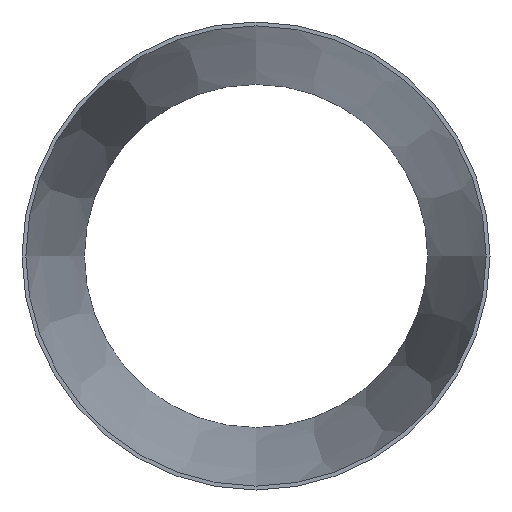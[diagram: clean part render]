
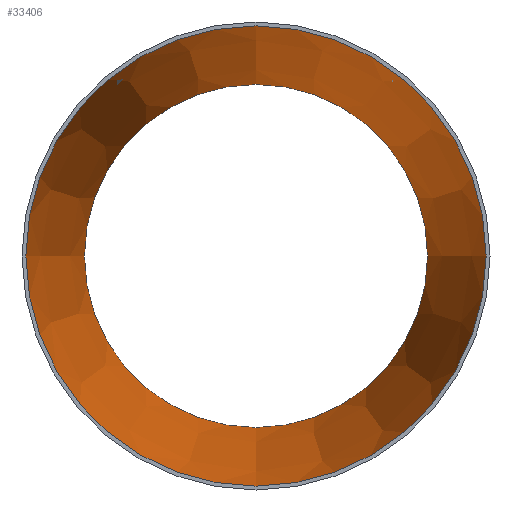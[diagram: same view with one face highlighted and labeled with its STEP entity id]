
A CAD part, front view. The second image highlights one B-rep face of the part: STEP entity #33406.
In plain terms, the highlighted conical face has half-angle 8.531 degrees and reference radius 299.744 mm.
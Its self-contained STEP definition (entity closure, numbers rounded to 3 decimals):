
#75 = CIRCLE ( 'NONE', #25936, 223.544 ) ;
#2135 = EDGE_CURVE ( 'NONE', #6344, #6344, #34909, .T. ) ;
#2226 = DIRECTION ( 'NONE',  ( 0., -1., 0. ) ) ;
#4668 = DIRECTION ( 'NONE',  ( 0., -1., 0. ) ) ;
#6344 = VERTEX_POINT ( 'NONE', #34127 ) ;
#7717 = ORIENTED_EDGE ( 'NONE', *, *, #43720, .F. ) ;
#8621 = DIRECTION ( 'NONE',  ( 0., 0., -1. ) ) ;
#12065 = FACE_BOUND ( 'NONE', #19297, .T. ) ;
#13503 = CARTESIAN_POINT ( 'NONE',  ( 0., 508., -223.544 ) ) ;
#14908 = ORIENTED_EDGE ( 'NONE', *, *, #2135, .T. ) ;
#14925 = AXIS2_PLACEMENT_3D ( 'NONE', #30239, #2226, #23231 ) ;
#15012 = DIRECTION ( 'NONE',  ( 0., 0., -1. ) ) ;
#17397 = VERTEX_POINT ( 'NONE', #13503 ) ;
#19297 = EDGE_LOOP ( 'NONE', ( #7717 ) ) ;
#23231 = DIRECTION ( 'NONE',  ( 0., 0., -1. ) ) ;
#23411 = EDGE_LOOP ( 'NONE', ( #14908 ) ) ;
#25936 = AXIS2_PLACEMENT_3D ( 'NONE', #39337, #32401, #15012 ) ;
#26169 = FACE_OUTER_BOUND ( 'NONE', #23411, .T. ) ;
#29464 = CONICAL_SURFACE ( 'NONE', #44222, 299.744, 0.149 ) ;
#30239 = CARTESIAN_POINT ( 'NONE',  ( 0., 0., 0. ) ) ;
#32401 = DIRECTION ( 'NONE',  ( 0., -1., 0. ) ) ;
#33406 = ADVANCED_FACE ( 'NONE', ( #12065, #26169 ), #29464, .F. ) ;
#34127 = CARTESIAN_POINT ( 'NONE',  ( 0., 0., -299.744 ) ) ;
#34909 = CIRCLE ( 'NONE', #14925, 299.744 ) ;
#35935 = CARTESIAN_POINT ( 'NONE',  ( 0., 0., 0. ) ) ;
#39337 = CARTESIAN_POINT ( 'NONE',  ( 0., 508., 0. ) ) ;
#43720 = EDGE_CURVE ( 'NONE', #17397, #17397, #75, .T. ) ;
#44222 = AXIS2_PLACEMENT_3D ( 'NONE', #35935, #4668, #8621 ) ;
